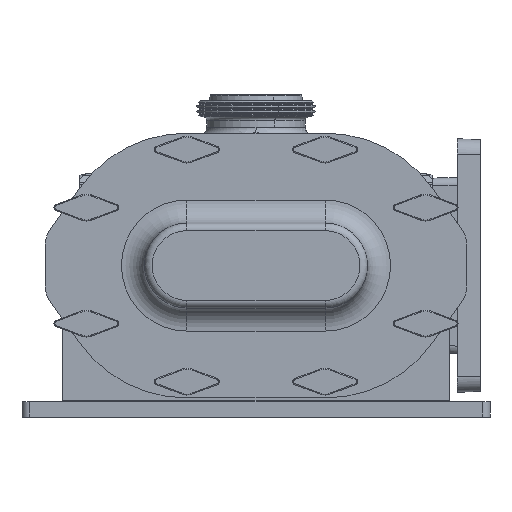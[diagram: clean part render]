
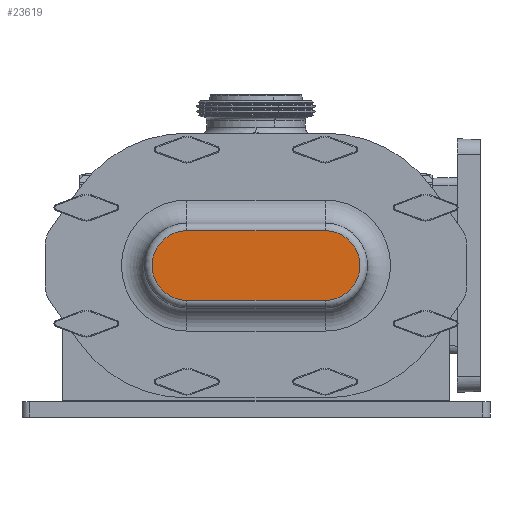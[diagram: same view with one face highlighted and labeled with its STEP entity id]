
A CAD part, left-side view. The second image highlights one B-rep face of the part: STEP entity #23619.
In plain terms, the highlighted planar face has unit normal (-1, 0, 0).
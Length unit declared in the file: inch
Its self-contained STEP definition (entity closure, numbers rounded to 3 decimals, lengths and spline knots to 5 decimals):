
#52 = VERTEX_POINT ( 'NONE', #13881 ) ;
#460 = ORIENTED_EDGE ( 'NONE', *, *, #22475, .T. ) ;
#1439 = LINE ( 'NONE', #14226, #35922 ) ;
#5117 = DIRECTION ( 'NONE',  ( -1., 0., 0. ) ) ;
#5214 = DIRECTION ( 'NONE',  ( 0., 0., 1. ) ) ;
#5259 = AXIS2_PLACEMENT_3D ( 'NONE', #24709, #27625, #5214 ) ;
#5418 = FACE_OUTER_BOUND ( 'NONE', #22998, .T. ) ;
#6254 = CARTESIAN_POINT ( 'NONE',  ( -2.21, 2.25, 1.135 ) ) ;
#7285 = ORIENTED_EDGE ( 'NONE', *, *, #38097, .T. ) ;
#8253 = CARTESIAN_POINT ( 'NONE',  ( -2.21, 2.25, 0. ) ) ;
#10558 = VECTOR ( 'NONE', #21518, 39.37008 ) ;
#11908 = PLANE ( 'NONE',  #5259 ) ;
#13618 = CARTESIAN_POINT ( 'NONE',  ( -2.21, -2.25, 0. ) ) ;
#13881 = CARTESIAN_POINT ( 'NONE',  ( -2.21, -2.25, 1.135 ) ) ;
#14042 = DIRECTION ( 'NONE',  ( 0., 0., 1. ) ) ;
#14204 = LINE ( 'NONE', #24672, #10558 ) ;
#14226 = CARTESIAN_POINT ( 'NONE',  ( -2.21, -2.25, -1.135 ) ) ;
#16245 = CARTESIAN_POINT ( 'NONE',  ( -2.21, 2.25, -1.135 ) ) ;
#17637 = CIRCLE ( 'NONE', #26985, 1.135 ) ;
#21518 = DIRECTION ( 'NONE',  ( 0., 1., 0. ) ) ;
#22475 = EDGE_CURVE ( 'NONE', #39053, #52, #17637, .T. ) ;
#22998 = EDGE_LOOP ( 'NONE', ( #31183, #7285, #26434, #460 ) ) ;
#23451 = DIRECTION ( 'NONE',  ( 0., -1., 0. ) ) ;
#23619 = ADVANCED_FACE ( 'NONE', ( #5418 ), #11908, .T. ) ;
#24672 = CARTESIAN_POINT ( 'NONE',  ( -2.21, 2.25, 1.135 ) ) ;
#24709 = CARTESIAN_POINT ( 'NONE',  ( -2.21, 2.25, 0. ) ) ;
#26434 = ORIENTED_EDGE ( 'NONE', *, *, #35526, .T. ) ;
#26985 = AXIS2_PLACEMENT_3D ( 'NONE', #13618, #29537, #14042 ) ;
#27625 = DIRECTION ( 'NONE',  ( -1., 0., 0. ) ) ;
#29537 = DIRECTION ( 'NONE',  ( -1., 0., 0. ) ) ;
#29766 = EDGE_CURVE ( 'NONE', #52, #39161, #14204, .T. ) ;
#30688 = DIRECTION ( 'NONE',  ( 0., 0., 1. ) ) ;
#31183 = ORIENTED_EDGE ( 'NONE', *, *, #29766, .T. ) ;
#33378 = CIRCLE ( 'NONE', #38722, 1.135 ) ;
#35526 = EDGE_CURVE ( 'NONE', #39633, #39053, #1439, .T. ) ;
#35922 = VECTOR ( 'NONE', #23451, 39.37008 ) ;
#38097 = EDGE_CURVE ( 'NONE', #39161, #39633, #33378, .T. ) ;
#38722 = AXIS2_PLACEMENT_3D ( 'NONE', #8253, #5117, #30688 ) ;
#39053 = VERTEX_POINT ( 'NONE', #40237 ) ;
#39161 = VERTEX_POINT ( 'NONE', #6254 ) ;
#39633 = VERTEX_POINT ( 'NONE', #16245 ) ;
#40237 = CARTESIAN_POINT ( 'NONE',  ( -2.21, -2.25, -1.135 ) ) ;
